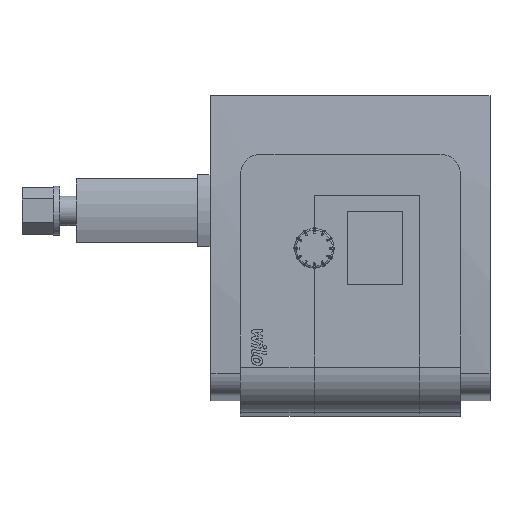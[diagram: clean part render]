
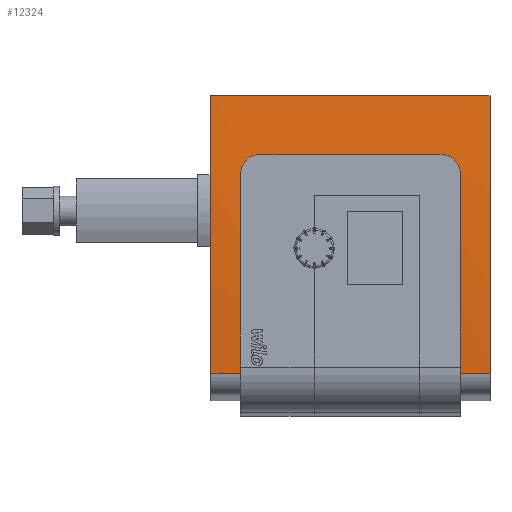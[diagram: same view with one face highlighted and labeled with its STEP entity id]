
A CAD part, front view. The second image highlights one B-rep face of the part: STEP entity #12324.
In plain terms, the highlighted cylindrical face has radius 830.476 mm (diameter 1660.95 mm), a partial arc.
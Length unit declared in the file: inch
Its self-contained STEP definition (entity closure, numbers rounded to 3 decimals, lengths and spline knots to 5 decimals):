
#644=FACE_OUTER_BOUND('',#1403,.T.);
#1403=EDGE_LOOP('',(#8377,#8378,#8379,#8380,#8381,#8382,#8383,#8384,#8385,
#8386));
#2185=B_SPLINE_CURVE_WITH_KNOTS('',3,(#18195,#18196,#18197,#18198,#18199,
#18200,#18201,#18202,#18203,#18204,#18205,#18206,#18207),.UNSPECIFIED.,
 .F.,.F.,(4,3,3,3,4),(0.,0.018,0.03051,0.05038,
0.05937),.UNSPECIFIED.);
#2186=B_SPLINE_CURVE_WITH_KNOTS('',3,(#18235,#18236,#18237,#18238,#18239,
#18240,#18241,#18242,#18243,#18244,#18245,#18246,#18247,#18248,#18249,#18250),
 .UNSPECIFIED.,.F.,.F.,(4,3,3,3,3,4),(0.05935,0.06758,
0.08594,0.09745,0.11667,0.11872),
 .UNSPECIFIED.);
#2321=LINE('',#18306,#3539);
#2323=LINE('',#18309,#3541);
#2324=LINE('',#18311,#3542);
#2325=LINE('',#18314,#3543);
#3539=VECTOR('',#14475,0.3937);
#3541=VECTOR('',#14479,0.3937);
#3542=VECTOR('',#14480,0.3937);
#3543=VECTOR('',#14483,0.3937);
#4732=CIRCLE('',#13111,32.6959);
#4734=CIRCLE('',#13116,32.6959);
#4740=CIRCLE('',#13124,32.6959);
#4743=CIRCLE('',#13133,32.6959);
#5260=VERTEX_POINT('',#18192);
#5261=VERTEX_POINT('',#18194);
#5267=VERTEX_POINT('',#18220);
#5271=VERTEX_POINT('',#18232);
#5272=VERTEX_POINT('',#18234);
#5273=VERTEX_POINT('',#18253);
#5284=VERTEX_POINT('',#18278);
#5285=VERTEX_POINT('',#18280);
#5293=VERTEX_POINT('',#18310);
#5294=VERTEX_POINT('',#18312);
#6434=EDGE_CURVE('',#5260,#5261,#2185,.F.);
#6442=EDGE_CURVE('',#5260,#5267,#4732,.T.);
#6448=EDGE_CURVE('',#5271,#5272,#2186,.F.);
#6450=EDGE_CURVE('',#5273,#5272,#4734,.T.);
#6463=EDGE_CURVE('',#5285,#5284,#4740,.T.);
#6476=EDGE_CURVE('',#5273,#5284,#2321,.T.);
#6478=EDGE_CURVE('',#5271,#5261,#2323,.T.);
#6479=EDGE_CURVE('',#5293,#5267,#2324,.T.);
#6480=EDGE_CURVE('',#5293,#5294,#4743,.T.);
#6481=EDGE_CURVE('',#5294,#5285,#2325,.T.);
#8377=ORIENTED_EDGE('',*,*,#6450,.T.);
#8378=ORIENTED_EDGE('',*,*,#6448,.F.);
#8379=ORIENTED_EDGE('',*,*,#6478,.T.);
#8380=ORIENTED_EDGE('',*,*,#6434,.F.);
#8381=ORIENTED_EDGE('',*,*,#6442,.T.);
#8382=ORIENTED_EDGE('',*,*,#6479,.F.);
#8383=ORIENTED_EDGE('',*,*,#6480,.T.);
#8384=ORIENTED_EDGE('',*,*,#6481,.T.);
#8385=ORIENTED_EDGE('',*,*,#6463,.T.);
#8386=ORIENTED_EDGE('',*,*,#6476,.F.);
#12083=CYLINDRICAL_SURFACE('',#13132,32.6959);
#12324=ADVANCED_FACE('',(#644),#12083,.T.);
#13111=AXIS2_PLACEMENT_3D('',#18222,#14411,#14412);
#13116=AXIS2_PLACEMENT_3D('',#18254,#14426,#14427);
#13124=AXIS2_PLACEMENT_3D('',#18281,#14449,#14450);
#13132=AXIS2_PLACEMENT_3D('',#18308,#14477,#14478);
#13133=AXIS2_PLACEMENT_3D('',#18313,#14481,#14482);
#14411=DIRECTION('center_axis',(1.,0.,0.));
#14412=DIRECTION('ref_axis',(0.,-0.994,0.11));
#14426=DIRECTION('center_axis',(-1.,0.,0.));
#14427=DIRECTION('ref_axis',(0.,-0.994,0.11));
#14449=DIRECTION('center_axis',(1.,0.,0.));
#14450=DIRECTION('ref_axis',(0.,-0.994,-0.11));
#14475=DIRECTION('',(-1.,0.,0.));
#14477=DIRECTION('center_axis',(1.,0.,0.));
#14478=DIRECTION('ref_axis',(0.,-0.994,0.11));
#14479=DIRECTION('',(1.,0.,0.));
#14480=DIRECTION('',(-1.,0.,0.));
#14481=DIRECTION('center_axis',(-1.,0.,0.));
#14482=DIRECTION('ref_axis',(0.,-0.994,0.11));
#14483=DIRECTION('',(-1.,0.,0.));
#18192=CARTESIAN_POINT('',(81.93874,-90.28191,1.08268));
#18194=CARTESIAN_POINT('',(81.54504,-90.25888,1.47638));
#18195=CARTESIAN_POINT('Ctrl Pts',(81.54504,-90.25888,1.47638));
#18196=CARTESIAN_POINT('Ctrl Pts',(81.60503,-90.25888,1.47638));
#18197=CARTESIAN_POINT('Ctrl Pts',(81.66971,-90.25985,1.46148));
#18198=CARTESIAN_POINT('Ctrl Pts',(81.72615,-90.2617,1.43224));
#18199=CARTESIAN_POINT('Ctrl Pts',(81.7654,-90.26298,1.41191));
#18200=CARTESIAN_POINT('Ctrl Pts',(81.80031,-90.26464,1.38533));
#18201=CARTESIAN_POINT('Ctrl Pts',(81.82936,-90.26649,1.355));
#18202=CARTESIAN_POINT('Ctrl Pts',(81.87547,-90.26941,1.30685));
#18203=CARTESIAN_POINT('Ctrl Pts',(81.91169,-90.27323,1.24212));
#18204=CARTESIAN_POINT('Ctrl Pts',(81.92792,-90.27697,1.17433));
#18205=CARTESIAN_POINT('Ctrl Pts',(81.93526,-90.27867,1.14366));
#18206=CARTESIAN_POINT('Ctrl Pts',(81.93874,-90.28031,1.11318));
#18207=CARTESIAN_POINT('Ctrl Pts',(81.93874,-90.28191,1.08268));
#18220=CARTESIAN_POINT('',(81.93874,-90.18189,-3.70432));
#18222=CARTESIAN_POINT('Origin',(81.93874,-57.63087,-0.62966));
#18232=CARTESIAN_POINT('',(77.21434,-90.25888,1.47638));
#18234=CARTESIAN_POINT('',(76.82064,-90.28191,1.08268));
#18235=CARTESIAN_POINT('Ctrl Pts',(76.82064,-90.28191,1.08268));
#18236=CARTESIAN_POINT('Ctrl Pts',(76.82064,-90.28044,1.11057));
#18237=CARTESIAN_POINT('Ctrl Pts',(76.82355,-90.27894,1.1385));
#18238=CARTESIAN_POINT('Ctrl Pts',(76.82968,-90.2774,1.1666));
#18239=CARTESIAN_POINT('Ctrl Pts',(76.84338,-90.27394,1.22938));
#18240=CARTESIAN_POINT('Ctrl Pts',(76.87397,-90.2704,1.29022));
#18241=CARTESIAN_POINT('Ctrl Pts',(76.91459,-90.26752,1.33793));
#18242=CARTESIAN_POINT('Ctrl Pts',(76.94004,-90.26572,1.36781));
#18243=CARTESIAN_POINT('Ctrl Pts',(76.96916,-90.26414,1.39334));
#18244=CARTESIAN_POINT('Ctrl Pts',(77.00318,-90.26279,1.41496));
#18245=CARTESIAN_POINT('Ctrl Pts',(77.06003,-90.26052,1.45109));
#18246=CARTESIAN_POINT('Ctrl Pts',(77.12845,-90.25914,1.47238));
#18247=CARTESIAN_POINT('Ctrl Pts',(77.19353,-90.25891,1.47582));
#18248=CARTESIAN_POINT('Ctrl Pts',(77.20046,-90.25889,1.47619));
#18249=CARTESIAN_POINT('Ctrl Pts',(77.2074,-90.25888,1.47638));
#18250=CARTESIAN_POINT('Ctrl Pts',(77.21434,-90.25888,1.47638));
#18253=CARTESIAN_POINT('',(76.82064,-90.18189,-3.70432));
#18254=CARTESIAN_POINT('Origin',(76.82064,-57.63087,-0.62966));
#18278=CARTESIAN_POINT('',(76.03324,-90.18189,-3.70432));
#18280=CARTESIAN_POINT('',(76.03324,-90.12993,2.95275));
#18281=CARTESIAN_POINT('Origin',(76.03324,-57.63087,-0.62966));
#18306=CARTESIAN_POINT('',(79.37969,-90.18189,-3.70432));
#18308=CARTESIAN_POINT('Origin',(79.37969,-57.63087,-0.62966));
#18309=CARTESIAN_POINT('',(79.37969,-90.25888,1.47638));
#18310=CARTESIAN_POINT('',(82.72614,-90.18189,-3.70432));
#18311=CARTESIAN_POINT('',(79.37969,-90.18189,-3.70432));
#18312=CARTESIAN_POINT('',(82.72614,-90.12993,2.95275));
#18313=CARTESIAN_POINT('Origin',(82.72614,-57.63087,-0.62966));
#18314=CARTESIAN_POINT('',(79.37969,-90.12993,2.95275));
